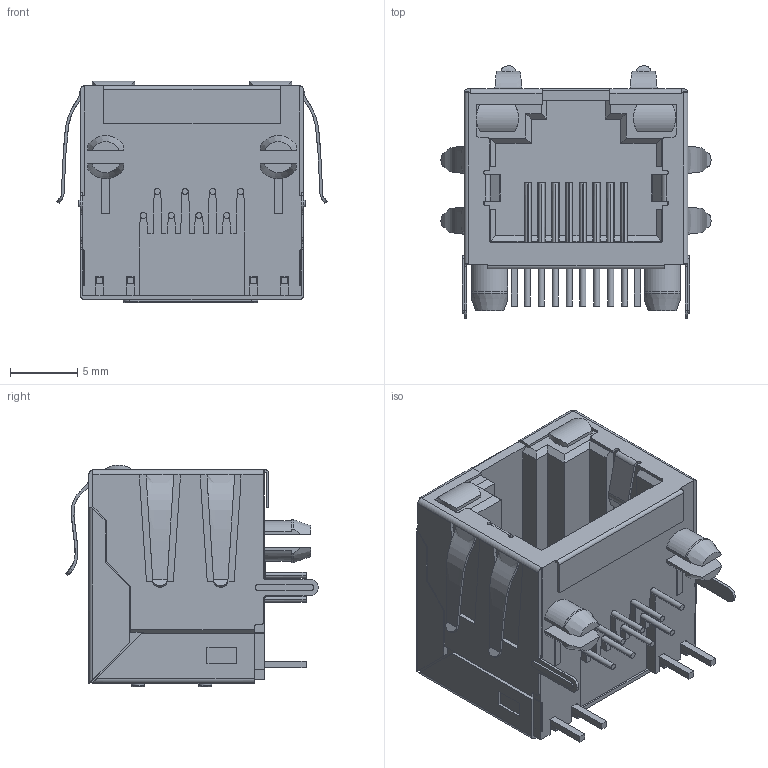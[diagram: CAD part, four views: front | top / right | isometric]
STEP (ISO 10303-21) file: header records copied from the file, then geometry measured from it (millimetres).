
FILE_DESCRIPTION((''),'2;1');
FILE_NAME('DGKYD561188DB1A3DY1027','2022-09-13T11:03:08',('Administrator'),(''),'CREO PARAMETRIC BY PTC INC, 2019010','CREO PARAMETRIC BY PTC INC, 2019010','');
FILE_SCHEMA(('CONFIG_CONTROL_DESIGN'));
Length unit declared in the file: millimetre
Products named in the file (1): DGKYD561188DB1A3DY1027
Bounding box: 20.04 x 18.72 x 16.46 mm (x, y, z)
Volume: 2310.3 mm3; surface area: 2922.1 mm2
Topology: 1 solids, 1 shells, 653 faces, 1873 edges, 1238 vertices
Faces by surface type: plane 516, cylinder 111, extrusion 12, cone 10, torus 4
Entity records: 22546 total; most frequent: CARTESIAN_POINT 5548, ORIENTED_EDGE 3746, DIRECTION 3192, EDGE_CURVE 1873, VECTOR 1492, LINE 1480, VERTEX_POINT 1238, AXIS2_PLACEMENT_3D 850
